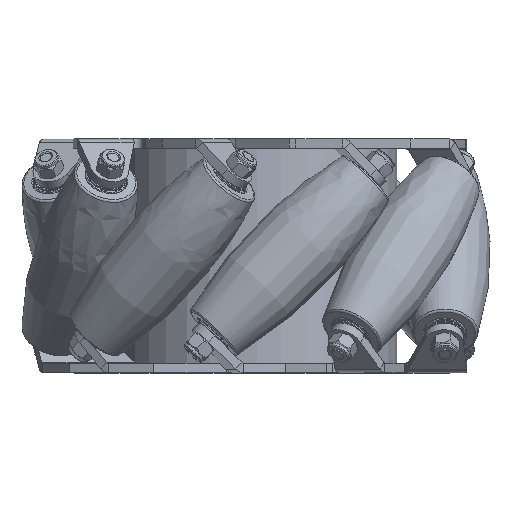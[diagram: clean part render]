
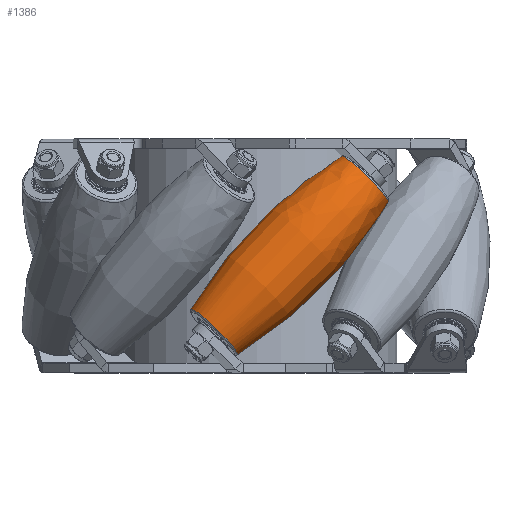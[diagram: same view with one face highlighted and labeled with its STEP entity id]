
A CAD part, top view. The second image highlights one B-rep face of the part: STEP entity #1386.
In plain terms, the highlighted face is a revolution surface.
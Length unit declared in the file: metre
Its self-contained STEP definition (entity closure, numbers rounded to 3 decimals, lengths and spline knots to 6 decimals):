
#1386 = ADVANCED_FACE( '', ( #2478, #2479 ), #2480, .F. );
#2478 = FACE_OUTER_BOUND( '', #3847, .T. );
#2479 = FACE_OUTER_BOUND( '', #3848, .T. );
#2480 = SURFACE_OF_REVOLUTION( '', #3849, #3850 );
#3847 = EDGE_LOOP( '', ( #5986 ) );
#3848 = EDGE_LOOP( '', ( #5987 ) );
#3849 = B_SPLINE_CURVE_WITH_KNOTS( '', 3, ( #5988, #5989, #5990, #5991, #5992, #5993, #5994, #5995, #5996, #5997 ), .UNSPECIFIED., .F., .F., ( 4, 1, 1, 1, 1, 1, 1, 4 ), ( 0., 0.101448, 0.114676, 0.32679, 0.538903, 0.751016, 0.900687, 1. ), .UNSPECIFIED. );
#3850 = AXIS1_PLACEMENT( '', #5998, #5999 );
#5986 = ORIENTED_EDGE( '', *, *, #7700, .F. );
#5987 = ORIENTED_EDGE( '', *, *, #8009, .T. );
#5988 = CARTESIAN_POINT( '', ( 0.024593, 0.00626, -0.043533 ) );
#5989 = CARTESIAN_POINT( '', ( 0.023602, 0.007333, -0.044093 ) );
#5990 = CARTESIAN_POINT( '', ( 0.022457, 0.008565, -0.04469 ) );
#5991 = CARTESIAN_POINT( '', ( 0.019123, 0.012121, -0.046265 ) );
#5992 = CARTESIAN_POINT( '', ( 0.014479, 0.017003, -0.04804 ) );
#5993 = CARTESIAN_POINT( '', ( 0.007391, 0.02426, -0.049628 ) );
#5994 = CARTESIAN_POINT( '', ( 0.000865, 0.030772, -0.05012 ) );
#5995 = CARTESIAN_POINT( '', ( -0.004354, 0.035868, -0.04987 ) );
#5996 = CARTESIAN_POINT( '', ( -0.007132, 0.038539, -0.049501 ) );
#5997 = CARTESIAN_POINT( '', ( -0.00823, 0.039589, -0.049318 ) );
#5998 = CARTESIAN_POINT( '', ( -0.008785, 0.038943, -0.042446 ) );
#5999 = DIRECTION( '', ( 0.696, -0.707, 0.123 ) );
#7700 = EDGE_CURVE( '', #8931, #8931, #8932, .T. );
#8009 = EDGE_CURVE( '', #9448, #9448, #9449, .T. );
#8931 = VERTEX_POINT( '', #10493 );
#8932 = CIRCLE( '', #10494, 0.006977 );
#9448 = VERTEX_POINT( '', #11324 );
#9449 = CIRCLE( '', #11325, 0.006974 );
#10493 = CARTESIAN_POINT( '', ( 0.0243, 0.006577, -0.043698 ) );
#10494 = AXIS2_PLACEMENT_3D( '', #12772, #12773, #12774 );
#11324 = CARTESIAN_POINT( '', ( -0.007899, 0.039272, -0.049372 ) );
#11325 = AXIS2_PLACEMENT_3D( '', #13060, #13061, #13062 );
#12772 = CARTESIAN_POINT( '', ( 0.023089, 0.006577, -0.036826 ) );
#12773 = DIRECTION( '', ( 0.696, -0.707, 0.123 ) );
#12774 = DIRECTION( '', ( 0.174, 0., -0.985 ) );
#13060 = CARTESIAN_POINT( '', ( -0.00911, 0.039272, -0.042504 ) );
#13061 = DIRECTION( '', ( 0.696, -0.707, 0.123 ) );
#13062 = DIRECTION( '', ( 0.174, 0., -0.985 ) );
